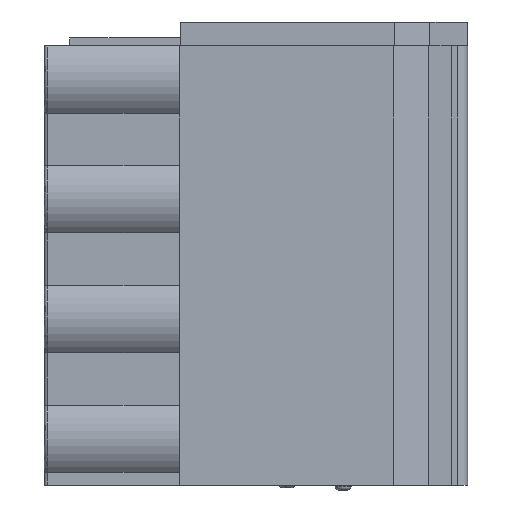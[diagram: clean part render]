
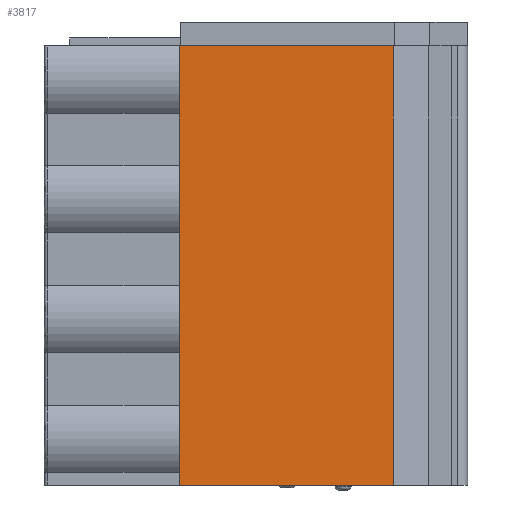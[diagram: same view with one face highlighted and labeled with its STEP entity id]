
A CAD part, front view. The second image highlights one B-rep face of the part: STEP entity #3817.
In plain terms, the highlighted planar face has unit normal (0, -1, 0).
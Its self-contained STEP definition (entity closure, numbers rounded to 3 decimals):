
#1550=B_SPLINE_CURVE_WITH_KNOTS('',3,(#54061,#54062,#54063,#54064),
 .UNSPECIFIED.,.F.,.F.,(4,4),(0.,1.),.UNSPECIFIED.);
#1732=B_SPLINE_CURVE_WITH_KNOTS('',3,(#57547,#57548,#57549,#57550),
 .UNSPECIFIED.,.F.,.F.,(4,4),(0.,1.),.UNSPECIFIED.);
#3817=ADVANCED_FACE('',(#7221),#5888,.T.);
#5888=PLANE('',#40075);
#7221=FACE_OUTER_BOUND('',#9477,.T.);
#9477=EDGE_LOOP('',(#13798,#13799,#13800,#13801,#13802));
#13798=ORIENTED_EDGE('',*,*,#27604,.T.);
#13799=ORIENTED_EDGE('',*,*,#26830,.T.);
#13800=ORIENTED_EDGE('',*,*,#27602,.F.);
#13801=ORIENTED_EDGE('',*,*,#27605,.F.);
#13802=ORIENTED_EDGE('',*,*,#26277,.F.);
#22646=VERTEX_POINT('',#54065);
#22647=VERTEX_POINT('',#54066);
#23171=VERTEX_POINT('',#55483);
#23172=VERTEX_POINT('',#55485);
#23609=VERTEX_POINT('',#57543);
#26277=EDGE_CURVE('',#22646,#22647,#1550,.T.);
#26830=EDGE_CURVE('',#23172,#23171,#32306,.T.);
#27602=EDGE_CURVE('',#23609,#23171,#32907,.T.);
#27604=EDGE_CURVE('',#22646,#23172,#32909,.T.);
#27605=EDGE_CURVE('',#22647,#23609,#1732,.T.);
#32306=LINE('',#55484,#36069);
#32907=LINE('',#57542,#36723);
#32909=LINE('',#57546,#36725);
#36069=VECTOR('',#43710,1.);
#36723=VECTOR('',#45296,1.);
#36725=VECTOR('',#45300,1.);
#40075=AXIS2_PLACEMENT_3D('',#57551,#45301,#45302);
#43710=DIRECTION('',(1.,0.,0.));
#45296=DIRECTION('',(0.,0.,-1.));
#45300=DIRECTION('',(0.,0.,-1.));
#45301=DIRECTION('',(0.,-1.,0.));
#45302=DIRECTION('',(1.,0.,0.));
#54061=CARTESIAN_POINT('',(-18.05,-13.766,73.545));
#54062=CARTESIAN_POINT('',(-18.033,-13.766,73.545));
#54063=CARTESIAN_POINT('',(-18.017,-13.766,73.545));
#54064=CARTESIAN_POINT('',(-18.,-13.766,73.545));
#54065=CARTESIAN_POINT('',(-18.05,-13.766,73.545));
#54066=CARTESIAN_POINT('',(-18.,-13.766,73.545));
#55483=CARTESIAN_POINT('',(-4.65,-13.766,46.045));
#55484=CARTESIAN_POINT('',(-18.05,-13.766,46.045));
#55485=CARTESIAN_POINT('',(-18.05,-13.766,46.045));
#57542=CARTESIAN_POINT('',(-4.65,-13.766,51.045));
#57543=CARTESIAN_POINT('',(-4.65,-13.766,73.545));
#57546=CARTESIAN_POINT('',(-18.05,-13.766,51.045));
#57547=CARTESIAN_POINT('',(-18.,-13.766,73.545));
#57548=CARTESIAN_POINT('',(-13.55,-13.766,73.545));
#57549=CARTESIAN_POINT('',(-9.1,-13.766,73.545));
#57550=CARTESIAN_POINT('',(-4.65,-13.766,73.545));
#57551=CARTESIAN_POINT('',(-18.05,-13.766,51.045));
